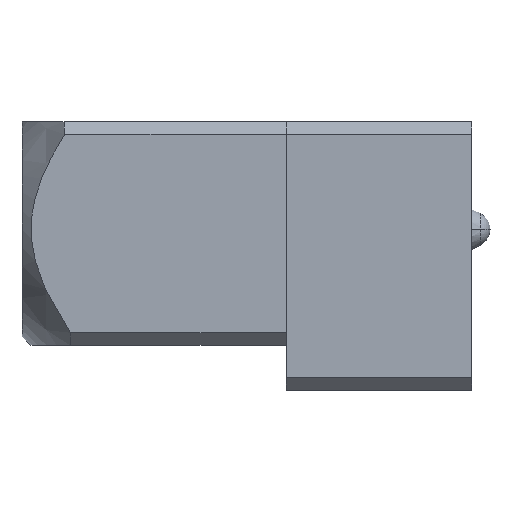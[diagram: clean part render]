
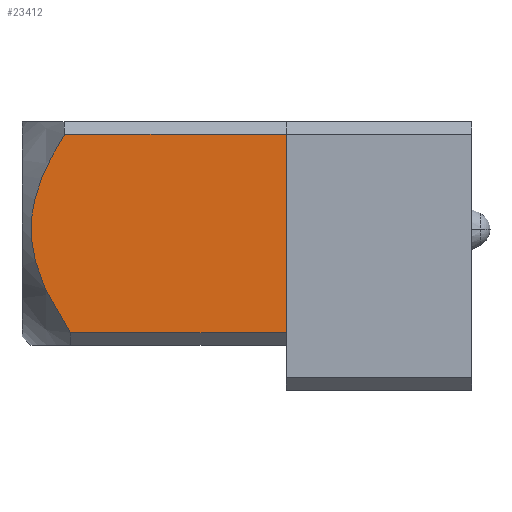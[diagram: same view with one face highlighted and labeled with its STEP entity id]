
A CAD part, left-side view. The second image highlights one B-rep face of the part: STEP entity #23412.
In plain terms, the highlighted planar face has unit normal (-1, 0, 0).
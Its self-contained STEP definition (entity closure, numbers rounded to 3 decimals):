
#33=DIRECTION('',(0.,0.,-1.));
#34=VECTOR('',#33,11.112);
#35=CARTESIAN_POINT('',(-6.515,0.015,6.811));
#36=LINE('',#35,#34);
#334=DIRECTION('',(0.,1.,0.));
#335=VECTOR('',#334,12.406);
#336=CARTESIAN_POINT('',(-6.515,0.015,6.811));
#337=LINE('',#336,#335);
#351=CARTESIAN_POINT('',(-6.515,12.103,-4.301));
#352=CARTESIAN_POINT('',(-6.515,12.139,-4.246));
#353=CARTESIAN_POINT('',(-6.515,12.211,-4.137));
#354=CARTESIAN_POINT('',(-6.515,12.315,-3.977));
#355=CARTESIAN_POINT('',(-6.515,12.414,-3.822));
#356=CARTESIAN_POINT('',(-6.515,12.509,-3.671));
#357=CARTESIAN_POINT('',(-6.515,12.6,-3.523));
#358=CARTESIAN_POINT('',(-6.515,12.688,-3.378));
#359=CARTESIAN_POINT('',(-6.515,12.772,-3.236));
#360=CARTESIAN_POINT('',(-6.515,12.853,-3.097));
#361=CARTESIAN_POINT('',(-6.515,12.93,-2.961));
#362=CARTESIAN_POINT('',(-6.515,13.005,-2.828));
#363=CARTESIAN_POINT('',(-6.515,13.077,-2.697));
#364=CARTESIAN_POINT('',(-6.515,13.146,-2.568));
#365=CARTESIAN_POINT('',(-6.515,13.212,-2.441));
#366=CARTESIAN_POINT('',(-6.515,13.276,-2.317));
#367=CARTESIAN_POINT('',(-6.515,13.337,-2.194));
#368=CARTESIAN_POINT('',(-6.515,13.396,-2.073));
#369=CARTESIAN_POINT('',(-6.515,13.453,-1.953));
#370=CARTESIAN_POINT('',(-6.515,13.507,-1.835));
#371=CARTESIAN_POINT('',(-6.515,13.56,-1.718));
#372=CARTESIAN_POINT('',(-6.515,13.61,-1.603));
#373=CARTESIAN_POINT('',(-6.515,13.658,-1.489));
#374=CARTESIAN_POINT('',(-6.515,13.705,-1.376));
#375=CARTESIAN_POINT('',(-6.515,13.749,-1.265));
#376=CARTESIAN_POINT('',(-6.515,13.792,-1.154));
#377=CARTESIAN_POINT('',(-6.515,13.832,-1.044));
#378=CARTESIAN_POINT('',(-6.515,13.871,-0.935));
#379=CARTESIAN_POINT('',(-6.515,13.908,-0.827));
#380=CARTESIAN_POINT('',(-6.515,13.944,-0.719));
#381=CARTESIAN_POINT('',(-6.515,13.978,-0.612));
#382=CARTESIAN_POINT('',(-6.515,14.01,-0.506));
#383=CARTESIAN_POINT('',(-6.515,14.04,-0.401));
#384=CARTESIAN_POINT('',(-6.515,14.069,-0.296));
#385=CARTESIAN_POINT('',(-6.515,14.096,-0.191));
#386=CARTESIAN_POINT('',(-6.515,14.121,-0.087));
#387=CARTESIAN_POINT('',(-6.515,14.145,0.017));
#388=CARTESIAN_POINT('',(-6.515,14.167,0.12));
#389=CARTESIAN_POINT('',(-6.515,14.188,0.223));
#390=CARTESIAN_POINT('',(-6.515,14.207,0.326));
#391=CARTESIAN_POINT('',(-6.515,14.224,0.429));
#392=CARTESIAN_POINT('',(-6.515,14.24,0.531));
#393=CARTESIAN_POINT('',(-6.515,14.254,0.633));
#394=CARTESIAN_POINT('',(-6.515,14.267,0.735));
#395=CARTESIAN_POINT('',(-6.515,14.278,0.837));
#396=CARTESIAN_POINT('',(-6.515,14.287,0.938));
#397=CARTESIAN_POINT('',(-6.515,14.295,1.04));
#398=CARTESIAN_POINT('',(-6.515,14.302,1.141));
#399=CARTESIAN_POINT('',(-6.515,14.306,1.243));
#400=CARTESIAN_POINT('',(-6.515,14.31,1.344));
#401=CARTESIAN_POINT('',(-6.515,14.311,1.446));
#402=CARTESIAN_POINT('',(-6.515,14.311,1.547));
#403=CARTESIAN_POINT('',(-6.515,14.31,1.648));
#404=CARTESIAN_POINT('',(-6.515,14.307,1.749));
#405=CARTESIAN_POINT('',(-6.515,14.302,1.851));
#406=CARTESIAN_POINT('',(-6.515,14.296,1.952));
#407=CARTESIAN_POINT('',(-6.515,14.288,2.054));
#408=CARTESIAN_POINT('',(-6.515,14.279,2.155));
#409=CARTESIAN_POINT('',(-6.515,14.268,2.257));
#410=CARTESIAN_POINT('',(-6.515,14.255,2.359));
#411=CARTESIAN_POINT('',(-6.515,14.241,2.461));
#412=CARTESIAN_POINT('',(-6.515,14.225,2.564));
#413=CARTESIAN_POINT('',(-6.515,14.208,2.666));
#414=CARTESIAN_POINT('',(-6.515,14.189,2.769));
#415=CARTESIAN_POINT('',(-6.515,14.169,2.872));
#416=CARTESIAN_POINT('',(-6.515,14.147,2.975));
#417=CARTESIAN_POINT('',(-6.515,14.123,3.079));
#418=CARTESIAN_POINT('',(-6.515,14.098,3.183));
#419=CARTESIAN_POINT('',(-6.515,14.071,3.288));
#420=CARTESIAN_POINT('',(-6.515,14.042,3.393));
#421=CARTESIAN_POINT('',(-6.515,14.012,3.498));
#422=CARTESIAN_POINT('',(-6.515,13.98,3.604));
#423=CARTESIAN_POINT('',(-6.515,13.946,3.711));
#424=CARTESIAN_POINT('',(-6.515,13.911,3.819));
#425=CARTESIAN_POINT('',(-6.515,13.874,3.927));
#426=CARTESIAN_POINT('',(-6.515,13.835,4.036));
#427=CARTESIAN_POINT('',(-6.515,13.795,4.145));
#428=CARTESIAN_POINT('',(-6.515,13.752,4.256));
#429=CARTESIAN_POINT('',(-6.515,13.708,4.368));
#430=CARTESIAN_POINT('',(-6.515,13.662,4.481));
#431=CARTESIAN_POINT('',(-6.515,13.614,4.595));
#432=CARTESIAN_POINT('',(-6.515,13.564,4.71));
#433=CARTESIAN_POINT('',(-6.515,13.511,4.826));
#434=CARTESIAN_POINT('',(-6.515,13.457,4.944));
#435=CARTESIAN_POINT('',(-6.515,13.401,5.064));
#436=CARTESIAN_POINT('',(-6.515,13.342,5.185));
#437=CARTESIAN_POINT('',(-6.515,13.281,5.307));
#438=CARTESIAN_POINT('',(-6.515,13.217,5.432));
#439=CARTESIAN_POINT('',(-6.515,13.151,5.558));
#440=CARTESIAN_POINT('',(-6.515,13.082,5.687));
#441=CARTESIAN_POINT('',(-6.515,13.01,5.818));
#442=CARTESIAN_POINT('',(-6.515,12.936,5.951));
#443=CARTESIAN_POINT('',(-6.515,12.859,6.087));
#444=CARTESIAN_POINT('',(-6.515,12.778,6.226));
#445=CARTESIAN_POINT('',(-6.515,12.694,6.367));
#446=CARTESIAN_POINT('',(-6.515,12.607,6.512));
#447=CARTESIAN_POINT('',(-6.515,12.516,6.659));
#448=CARTESIAN_POINT('',(-6.515,12.453,6.76));
#449=CARTESIAN_POINT('',(-6.515,12.421,6.811));
#451=DIRECTION('',(0.,1.,0.));
#452=VECTOR('',#451,12.088);
#453=CARTESIAN_POINT('',(-6.515,0.015,-4.301));
#454=LINE('',#453,#452);
#18111=CARTESIAN_POINT('',(-6.515,0.015,6.811));
#18112=CARTESIAN_POINT('',(-6.515,0.015,-4.301));
#18113=VERTEX_POINT('',#18111);
#18114=VERTEX_POINT('',#18112);
#18423=CARTESIAN_POINT('',(-6.515,12.421,6.811));
#18424=VERTEX_POINT('',#18423);
#18425=CARTESIAN_POINT('',(-6.515,12.103,-4.301));
#18426=VERTEX_POINT('',#18425);
#23399=CARTESIAN_POINT('',(-6.515,14.8,-4.995));
#23400=DIRECTION('',(-1.,0.,0.));
#23401=DIRECTION('',(0.,0.,1.));
#23402=AXIS2_PLACEMENT_3D('',#23399,#23400,#23401);
#23403=PLANE('',#23402);
#23404=ORIENTED_EDGE('',*,*,#23392,.F.);
#23405=ORIENTED_EDGE('',*,*,#23296,.T.);
#23407=ORIENTED_EDGE('',*,*,#23406,.T.);
#23409=ORIENTED_EDGE('',*,*,#23408,.T.);
#23410=EDGE_LOOP('',(#23404,#23405,#23407,#23409));
#23411=FACE_OUTER_BOUND('',#23410,.F.);
#23412=ADVANCED_FACE('',(#23411),#23403,.T.);
#450=B_SPLINE_CURVE_WITH_KNOTS('',3,(#351,#352,#353,#354,#355,#356,#357,#358,
#359,#360,#361,#362,#363,#364,#365,#366,#367,#368,#369,#370,#371,#372,#373,#374,
#375,#376,#377,#378,#379,#380,#381,#382,#383,#384,#385,#386,#387,#388,#389,#390,
#391,#392,#393,#394,#395,#396,#397,#398,#399,#400,#401,#402,#403,#404,#405,#406,
#407,#408,#409,#410,#411,#412,#413,#414,#415,#416,#417,#418,#419,#420,#421,#422,
#423,#424,#425,#426,#427,#428,#429,#430,#431,#432,#433,#434,#435,#436,#437,#438,
#439,#440,#441,#442,#443,#444,#445,#446,#447,#448,#449),.UNSPECIFIED.,.F.,.F.,
(4,1,1,1,1,1,1,1,1,1,1,1,1,1,1,1,1,1,1,1,1,1,1,1,1,1,1,1,1,1,1,1,1,1,1,1,1,1,1,
1,1,1,1,1,1,1,1,1,1,1,1,1,1,1,1,1,1,1,1,1,1,1,1,1,1,1,1,1,1,1,1,1,1,1,1,1,1,1,1,
1,1,1,1,1,1,1,1,1,1,1,1,1,1,1,1,1,4),(0.,0.01,0.021,
0.031,0.042,0.052,0.063,0.073,
0.083,0.094,0.104,0.115,0.125,
0.135,0.146,0.156,0.167,
0.177,0.188,0.198,0.208,0.219,
0.229,0.24,0.25,0.26,0.271,
0.281,0.292,0.302,0.313,0.323,
0.333,0.344,0.354,0.365,0.375,
0.385,0.396,0.406,0.417,
0.427,0.438,0.448,0.458,0.469,
0.479,0.49,0.5,0.51,0.521,
0.531,0.542,0.552,0.563,0.573,
0.583,0.594,0.604,0.615,0.625,
0.635,0.646,0.656,0.667,
0.677,0.688,0.698,0.708,0.719,
0.729,0.74,0.75,0.76,0.771,
0.781,0.792,0.802,0.813,0.823,
0.833,0.844,0.854,0.865,0.875,
0.885,0.896,0.906,0.917,
0.927,0.938,0.948,0.958,0.969,
0.979,0.99,1.),.UNSPECIFIED.);
#23296=EDGE_CURVE('',#18113,#18114,#36,.T.);
#23392=EDGE_CURVE('',#18113,#18424,#337,.T.);
#23406=EDGE_CURVE('',#18114,#18426,#454,.T.);
#23408=EDGE_CURVE('',#18426,#18424,#450,.T.);
